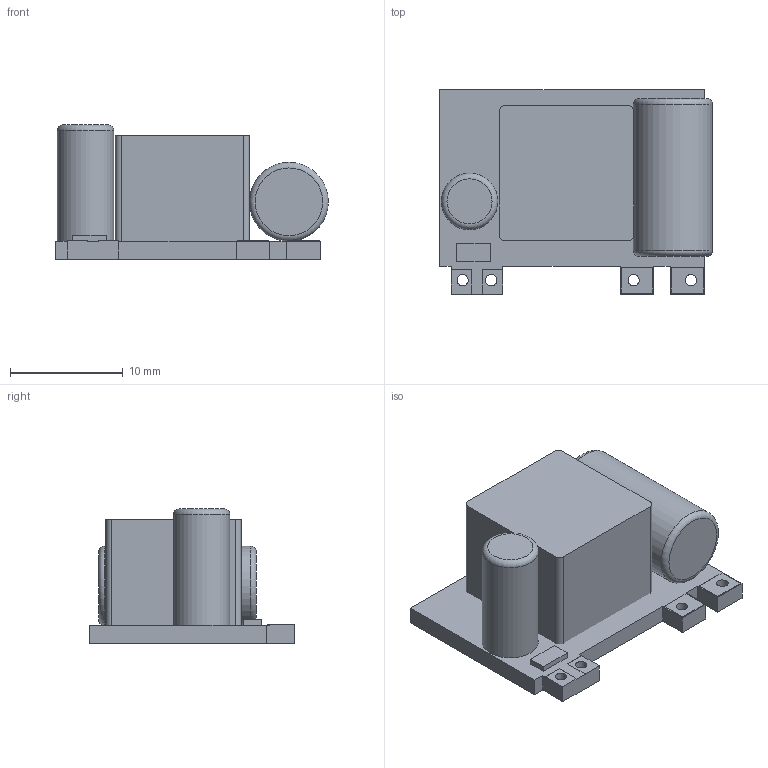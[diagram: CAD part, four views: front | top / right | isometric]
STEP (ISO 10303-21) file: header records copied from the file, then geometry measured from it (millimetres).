
FILE_DESCRIPTION(/* description */ (''),/* implementation_level */ '2;1');
FILE_NAME(/* name */ 'Trafo-Capasitor.step',/* time_stamp */ '2021-12-17T11:07:56+07:00',/* author */ (''),/* organization */ (''),/* preprocessor_version */ 'ST-DEVELOPER v18.1',/* originating_system */ 'Autodesk Translation Framework v10.10.0.1391',/* authorisation */ '');
FILE_SCHEMA (('AUTOMOTIVE_DESIGN { 1 0 10303 214 3 1 1 }'));
Length unit declared in the file: millimetre
Products named in the file (1): Trafo-Capasitor
Bounding box: 24.19 x 18.16 x 11.9 mm (x, y, z)
Volume: 2934.9 mm3; surface area: 2371.6 mm2
Topology: 5 solids, 5 shells, 66 faces, 161 edges, 107 vertices
Faces by surface type: plane 52, cylinder 11, torus 3
Full cylindrical faces by diameter (mm): 1 x4, 5 x2, 7 x1
Entity records: 2019 total; most frequent: CARTESIAN_POINT 335, DIRECTION 325, ORIENTED_EDGE 322, EDGE_CURVE 161, LINE 131, VECTOR 131, VERTEX_POINT 107, AXIS2_PLACEMENT_3D 97
